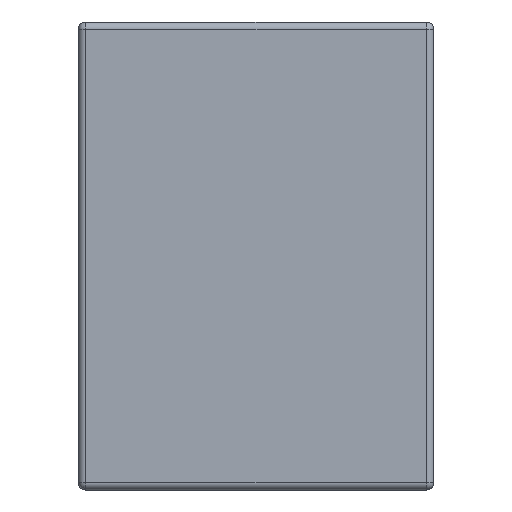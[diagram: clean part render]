
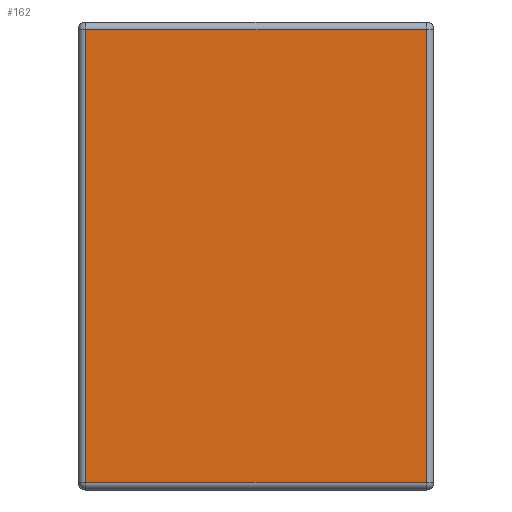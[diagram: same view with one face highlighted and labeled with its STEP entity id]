
A CAD part, left-side view. The second image highlights one B-rep face of the part: STEP entity #162.
In plain terms, the highlighted planar face has unit normal (-1, 0, 0).
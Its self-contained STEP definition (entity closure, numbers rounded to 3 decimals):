
#7 = DIRECTION ( 'NONE',  ( 1., 0., 0. ) ) ;
#162 = ADVANCED_FACE ( 'NONE', ( #1326 ), #1643, .F. ) ;
#338 = VERTEX_POINT ( 'NONE', #1518 ) ;
#388 = CARTESIAN_POINT ( 'NONE',  ( -1., 0.95, -0.605 ) ) ;
#419 = ORIENTED_EDGE ( 'NONE', *, *, #496, .T. ) ;
#476 = CARTESIAN_POINT ( 'NONE',  ( -1., 0.02, 0.605 ) ) ;
#496 = EDGE_CURVE ( 'NONE', #1733, #614, #774, .T. ) ;
#539 = VERTEX_POINT ( 'NONE', #554 ) ;
#554 = CARTESIAN_POINT ( 'NONE',  ( -1., 0.02, 0.605 ) ) ;
#610 = VECTOR ( 'NONE', #940, 1000. ) ;
#614 = VERTEX_POINT ( 'NONE', #768 ) ;
#669 = DIRECTION ( 'NONE',  ( 0., -1., 0. ) ) ;
#733 = VECTOR ( 'NONE', #1096, 1000. ) ;
#743 = CARTESIAN_POINT ( 'NONE',  ( -1., 0.95, 0.625 ) ) ;
#768 = CARTESIAN_POINT ( 'NONE',  ( -1., 0.93, -0.605 ) ) ;
#774 = LINE ( 'NONE', #1441, #733 ) ;
#903 = DIRECTION ( 'NONE',  ( 0., 0., 1. ) ) ;
#933 = CARTESIAN_POINT ( 'NONE',  ( -1., 0.93, 0.605 ) ) ;
#940 = DIRECTION ( 'NONE',  ( 0., 1., 0. ) ) ;
#999 = ORIENTED_EDGE ( 'NONE', *, *, #1349, .T. ) ;
#1062 = LINE ( 'NONE', #476, #1699 ) ;
#1096 = DIRECTION ( 'NONE',  ( 0., 0., -1. ) ) ;
#1185 = VECTOR ( 'NONE', #669, 1000. ) ;
#1191 = LINE ( 'NONE', #388, #1185 ) ;
#1200 = LINE ( 'NONE', #1260, #610 ) ;
#1260 = CARTESIAN_POINT ( 'NONE',  ( -1., 0.95, 0.605 ) ) ;
#1326 = FACE_OUTER_BOUND ( 'NONE', #1426, .T. ) ;
#1349 = EDGE_CURVE ( 'NONE', #338, #539, #1062, .T. ) ;
#1426 = EDGE_LOOP ( 'NONE', ( #419, #1646, #999, #1830 ) ) ;
#1441 = CARTESIAN_POINT ( 'NONE',  ( -1., 0.93, 0.625 ) ) ;
#1504 = AXIS2_PLACEMENT_3D ( 'NONE', #743, #7, #1543 ) ;
#1518 = CARTESIAN_POINT ( 'NONE',  ( -1., 0.02, -0.605 ) ) ;
#1543 = DIRECTION ( 'NONE',  ( 0., 0., -1. ) ) ;
#1583 = EDGE_CURVE ( 'NONE', #614, #338, #1191, .T. ) ;
#1643 = PLANE ( 'NONE',  #1504 ) ;
#1646 = ORIENTED_EDGE ( 'NONE', *, *, #1583, .T. ) ;
#1699 = VECTOR ( 'NONE', #903, 1000. ) ;
#1733 = VERTEX_POINT ( 'NONE', #933 ) ;
#1769 = EDGE_CURVE ( 'NONE', #539, #1733, #1200, .T. ) ;
#1830 = ORIENTED_EDGE ( 'NONE', *, *, #1769, .T. ) ;
